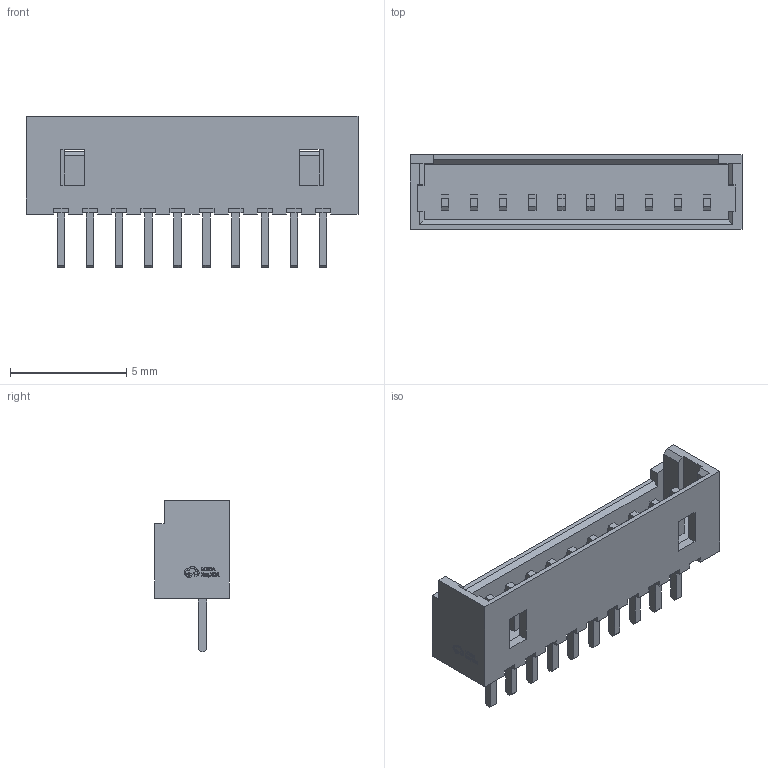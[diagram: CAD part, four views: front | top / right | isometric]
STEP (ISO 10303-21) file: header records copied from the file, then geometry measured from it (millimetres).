
FILE_DESCRIPTION (( 'STEP AP214' ), '1' );
FILE_NAME ('CONN-TH_530471010.step', '2022-08-03T17:23:47', ( '' ), ( '' ), 'SwSTEP 2.0', 'SolidWorks 2020', '' );
FILE_SCHEMA (( 'AUTOMOTIVE_DESIGN' ));
Length unit declared in the file: millimetre
Products named in the file (1): CONN-TH_530471010
Bounding box: 14.25 x 3.2 x 6.5 mm (x, y, z)
Volume: 88.6 mm3; surface area: 372.5 mm2
Topology: 14 solids, 14 shells, 551 faces, 1484 edges, 988 vertices
Faces by surface type: plane 437, bspline 114
Entity records: 22706 total; most frequent: CARTESIAN_POINT 5386, ORIENTED_EDGE 2968, DIRECTION 2128, EDGE_CURVE 1484, LINE 1252, VECTOR 1252, VERTEX_POINT 988, EDGE_LOOP 594
